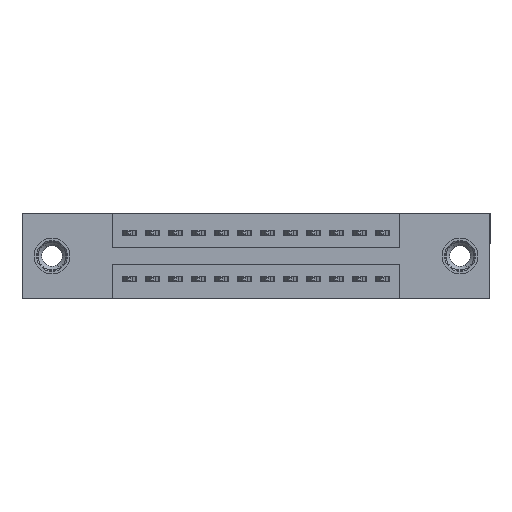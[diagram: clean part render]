
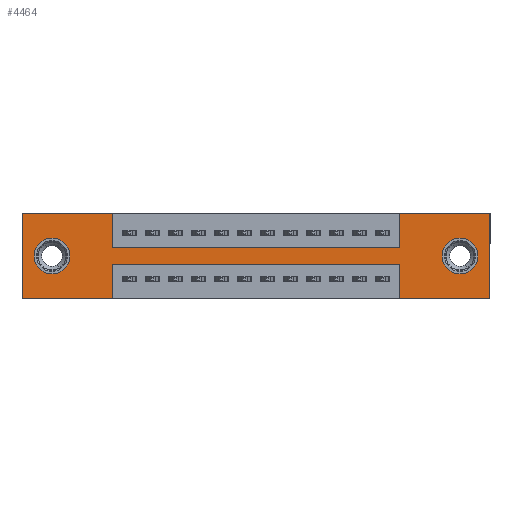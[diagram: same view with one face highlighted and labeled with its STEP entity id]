
A CAD part, front view. The second image highlights one B-rep face of the part: STEP entity #4464.
In plain terms, the highlighted planar face has unit normal (0, -1, 0).
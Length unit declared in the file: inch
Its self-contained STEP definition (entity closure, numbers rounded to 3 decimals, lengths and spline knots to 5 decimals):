
#30 = EDGE_CURVE ( 'NONE', #5608, #3473, #1097, .T. ) ;
#79 = CARTESIAN_POINT ( 'NONE',  ( 2.035, 0., 0. ) ) ;
#130 = LINE ( 'NONE', #9780, #9172 ) ;
#294 = LINE ( 'NONE', #14174, #12062 ) ;
#340 = AXIS2_PLACEMENT_3D ( 'NONE', #2543, #10991, #3814 ) ;
#381 = FACE_BOUND ( 'NONE', #13753, .T. ) ;
#668 = EDGE_CURVE ( 'NONE', #6374, #7516, #4769, .T. ) ;
#697 = VECTOR ( 'NONE', #2630, 39.37008 ) ;
#706 = VECTOR ( 'NONE', #12999, 39.37008 ) ;
#770 = CARTESIAN_POINT ( 'NONE',  ( 0., 0., 0. ) ) ;
#775 = VERTEX_POINT ( 'NONE', #2088 ) ;
#941 = VERTEX_POINT ( 'NONE', #7497 ) ;
#1097 = LINE ( 'NONE', #5275, #697 ) ;
#1101 = ORIENTED_EDGE ( 'NONE', *, *, #668, .T. ) ;
#1266 = PLANE ( 'NONE',  #3321 ) ;
#1321 = CARTESIAN_POINT ( 'NONE',  ( 0.3925, 0., 0. ) ) ;
#1326 = CARTESIAN_POINT ( 'NONE',  ( 1.6425, 0., -0.37 ) ) ;
#1415 = CARTESIAN_POINT ( 'NONE',  ( 0.13, 0., -0.107 ) ) ;
#1457 = CARTESIAN_POINT ( 'NONE',  ( 0., 0., -0.37 ) ) ;
#1517 = VECTOR ( 'NONE', #14010, 39.37008 ) ;
#1639 = VERTEX_POINT ( 'NONE', #5470 ) ;
#2088 = CARTESIAN_POINT ( 'NONE',  ( 2.035, 0., 0. ) ) ;
#2206 = DIRECTION ( 'NONE',  ( 0., 0., 1. ) ) ;
#2426 = VERTEX_POINT ( 'NONE', #5862 ) ;
#2503 = DIRECTION ( 'NONE',  ( 0., -1., 0. ) ) ;
#2543 = CARTESIAN_POINT ( 'NONE',  ( 1.905, 0., -0.185 ) ) ;
#2630 = DIRECTION ( 'NONE',  ( 0., 0., -1. ) ) ;
#2650 = EDGE_CURVE ( 'NONE', #775, #5730, #9433, .T. ) ;
#2672 = VERTEX_POINT ( 'NONE', #1415 ) ;
#2949 = CARTESIAN_POINT ( 'NONE',  ( 1.6425, 0., -0.15 ) ) ;
#3003 = VECTOR ( 'NONE', #2206, 39.37008 ) ;
#3058 = ORIENTED_EDGE ( 'NONE', *, *, #14059, .T. ) ;
#3094 = VERTEX_POINT ( 'NONE', #10634 ) ;
#3114 = CARTESIAN_POINT ( 'NONE',  ( 0.3925, 0., -0.15 ) ) ;
#3115 = EDGE_CURVE ( 'NONE', #6676, #4225, #6246, .T. ) ;
#3127 = CARTESIAN_POINT ( 'NONE',  ( 0.3925, 0., -0.22 ) ) ;
#3266 = CARTESIAN_POINT ( 'NONE',  ( 0., 0., -0.37 ) ) ;
#3270 = ORIENTED_EDGE ( 'NONE', *, *, #5584, .F. ) ;
#3321 = AXIS2_PLACEMENT_3D ( 'NONE', #6175, #2503, #10959 ) ;
#3417 = ORIENTED_EDGE ( 'NONE', *, *, #4065, .T. ) ;
#3473 = VERTEX_POINT ( 'NONE', #3114 ) ;
#3507 = VECTOR ( 'NONE', #6294, 39.37008 ) ;
#3559 = CARTESIAN_POINT ( 'NONE',  ( 1.905, 0., -0.107 ) ) ;
#3814 = DIRECTION ( 'NONE',  ( 0., 0., -1. ) ) ;
#4049 = LINE ( 'NONE', #15359, #706 ) ;
#4065 = EDGE_CURVE ( 'NONE', #2672, #3094, #11787, .T. ) ;
#4111 = VECTOR ( 'NONE', #8653, 39.37008 ) ;
#4158 = EDGE_CURVE ( 'NONE', #3094, #2672, #7925, .T. ) ;
#4225 = VERTEX_POINT ( 'NONE', #770 ) ;
#4355 = DIRECTION ( 'NONE',  ( -1., 0., 0. ) ) ;
#4416 = VERTEX_POINT ( 'NONE', #4842 ) ;
#4464 = ADVANCED_FACE ( 'NONE', ( #13284, #381, #12907 ), #1266, .T. ) ;
#4695 = ORIENTED_EDGE ( 'NONE', *, *, #3115, .F. ) ;
#4769 = CIRCLE ( 'NONE', #7566, 0.078 ) ;
#4818 = LINE ( 'NONE', #5679, #1517 ) ;
#4842 = CARTESIAN_POINT ( 'NONE',  ( 0.3925, 0., -0.22 ) ) ;
#5100 = EDGE_CURVE ( 'NONE', #1639, #9564, #10280, .T. ) ;
#5125 = ORIENTED_EDGE ( 'NONE', *, *, #14624, .F. ) ;
#5275 = CARTESIAN_POINT ( 'NONE',  ( 0.3925, 0., 0. ) ) ;
#5430 = DIRECTION ( 'NONE',  ( 0., 1., 0. ) ) ;
#5470 = CARTESIAN_POINT ( 'NONE',  ( 1.6425, 0., -0.37 ) ) ;
#5584 = EDGE_CURVE ( 'NONE', #4416, #2426, #130, .T. ) ;
#5592 = CARTESIAN_POINT ( 'NONE',  ( 0.13, 0., -0.185 ) ) ;
#5608 = VERTEX_POINT ( 'NONE', #1321 ) ;
#5679 = CARTESIAN_POINT ( 'NONE',  ( 1.6425, 0., 0. ) ) ;
#5730 = VERTEX_POINT ( 'NONE', #11166 ) ;
#5780 = ORIENTED_EDGE ( 'NONE', *, *, #2650, .F. ) ;
#5862 = CARTESIAN_POINT ( 'NONE',  ( 0.3925, 0., -0.37 ) ) ;
#5885 = VECTOR ( 'NONE', #7510, 39.37008 ) ;
#6175 = CARTESIAN_POINT ( 'NONE',  ( 0., 0., -0.37 ) ) ;
#6246 = LINE ( 'NONE', #11822, #3003 ) ;
#6294 = DIRECTION ( 'NONE',  ( 0., 0., 1. ) ) ;
#6374 = VERTEX_POINT ( 'NONE', #14728 ) ;
#6604 = ORIENTED_EDGE ( 'NONE', *, *, #4158, .T. ) ;
#6676 = VERTEX_POINT ( 'NONE', #3266 ) ;
#6826 = DIRECTION ( 'NONE',  ( 0., 0., 1. ) ) ;
#6916 = DIRECTION ( 'NONE',  ( 0., 0., -1. ) ) ;
#6956 = ORIENTED_EDGE ( 'NONE', *, *, #14156, .F. ) ;
#7063 = EDGE_LOOP ( 'NONE', ( #3058, #1101 ) ) ;
#7257 = DIRECTION ( 'NONE',  ( -1., 0., 0. ) ) ;
#7459 = CARTESIAN_POINT ( 'NONE',  ( 0., 0., 0. ) ) ;
#7497 = CARTESIAN_POINT ( 'NONE',  ( 1.6425, 0., 0. ) ) ;
#7510 = DIRECTION ( 'NONE',  ( 0., 0., -1. ) ) ;
#7516 = VERTEX_POINT ( 'NONE', #3559 ) ;
#7566 = AXIS2_PLACEMENT_3D ( 'NONE', #10222, #11723, #6916 ) ;
#7909 = VECTOR ( 'NONE', #7257, 39.37008 ) ;
#7925 = CIRCLE ( 'NONE', #12766, 0.078 ) ;
#7948 = EDGE_CURVE ( 'NONE', #9564, #4416, #14764, .T. ) ;
#8007 = ORIENTED_EDGE ( 'NONE', *, *, #8496, .F. ) ;
#8288 = DIRECTION ( 'NONE',  ( 1., 0., 0. ) ) ;
#8486 = VECTOR ( 'NONE', #4355, 39.37008 ) ;
#8496 = EDGE_CURVE ( 'NONE', #4225, #5608, #13644, .T. ) ;
#8653 = DIRECTION ( 'NONE',  ( 1., 0., 0. ) ) ;
#8784 = DIRECTION ( 'NONE',  ( -1., 0., 0. ) ) ;
#9172 = VECTOR ( 'NONE', #12150, 39.37008 ) ;
#9433 = LINE ( 'NONE', #79, #5885 ) ;
#9564 = VERTEX_POINT ( 'NONE', #12967 ) ;
#9587 = AXIS2_PLACEMENT_3D ( 'NONE', #12599, #5430, #13785 ) ;
#9764 = CIRCLE ( 'NONE', #340, 0.078 ) ;
#9780 = CARTESIAN_POINT ( 'NONE',  ( 0.3925, 0., -0.37 ) ) ;
#10222 = CARTESIAN_POINT ( 'NONE',  ( 1.905, 0., -0.185 ) ) ;
#10264 = EDGE_CURVE ( 'NONE', #3473, #14269, #4049, .T. ) ;
#10280 = LINE ( 'NONE', #1326, #3507 ) ;
#10371 = ORIENTED_EDGE ( 'NONE', *, *, #5100, .F. ) ;
#10634 = CARTESIAN_POINT ( 'NONE',  ( 0.13, 0., -0.263 ) ) ;
#10664 = LINE ( 'NONE', #14355, #7909 ) ;
#10799 = EDGE_CURVE ( 'NONE', #941, #775, #294, .T. ) ;
#10959 = DIRECTION ( 'NONE',  ( 0., 0., -1. ) ) ;
#10991 = DIRECTION ( 'NONE',  ( 0., 1., 0. ) ) ;
#11166 = CARTESIAN_POINT ( 'NONE',  ( 2.035, 0., -0.37 ) ) ;
#11723 = DIRECTION ( 'NONE',  ( 0., 1., 0. ) ) ;
#11787 = CIRCLE ( 'NONE', #9587, 0.078 ) ;
#11822 = CARTESIAN_POINT ( 'NONE',  ( 0., 0., 0. ) ) ;
#11891 = ORIENTED_EDGE ( 'NONE', *, *, #10799, .F. ) ;
#12062 = VECTOR ( 'NONE', #8288, 39.37008 ) ;
#12076 = ORIENTED_EDGE ( 'NONE', *, *, #7948, .F. ) ;
#12150 = DIRECTION ( 'NONE',  ( 0., 0., -1. ) ) ;
#12157 = LINE ( 'NONE', #1457, #14206 ) ;
#12599 = CARTESIAN_POINT ( 'NONE',  ( 0.13, 0., -0.185 ) ) ;
#12766 = AXIS2_PLACEMENT_3D ( 'NONE', #5592, #13937, #6826 ) ;
#12907 = FACE_OUTER_BOUND ( 'NONE', #13120, .T. ) ;
#12967 = CARTESIAN_POINT ( 'NONE',  ( 1.6425, 0., -0.22 ) ) ;
#12999 = DIRECTION ( 'NONE',  ( 1., 0., 0. ) ) ;
#13120 = EDGE_LOOP ( 'NONE', ( #3270, #12076, #10371, #6956, #5780, #11891, #13507, #15322, #14183, #8007, #4695, #5125 ) ) ;
#13284 = FACE_BOUND ( 'NONE', #7063, .T. ) ;
#13507 = ORIENTED_EDGE ( 'NONE', *, *, #15005, .F. ) ;
#13644 = LINE ( 'NONE', #7459, #4111 ) ;
#13753 = EDGE_LOOP ( 'NONE', ( #3417, #6604 ) ) ;
#13785 = DIRECTION ( 'NONE',  ( 0., 0., 1. ) ) ;
#13937 = DIRECTION ( 'NONE',  ( 0., 1., 0. ) ) ;
#14010 = DIRECTION ( 'NONE',  ( 0., 0., 1. ) ) ;
#14059 = EDGE_CURVE ( 'NONE', #7516, #6374, #9764, .T. ) ;
#14156 = EDGE_CURVE ( 'NONE', #5730, #1639, #12157, .T. ) ;
#14174 = CARTESIAN_POINT ( 'NONE',  ( 0., 0., 0. ) ) ;
#14183 = ORIENTED_EDGE ( 'NONE', *, *, #30, .F. ) ;
#14206 = VECTOR ( 'NONE', #8784, 39.37008 ) ;
#14269 = VERTEX_POINT ( 'NONE', #2949 ) ;
#14355 = CARTESIAN_POINT ( 'NONE',  ( 0., 0., -0.37 ) ) ;
#14624 = EDGE_CURVE ( 'NONE', #2426, #6676, #10664, .T. ) ;
#14728 = CARTESIAN_POINT ( 'NONE',  ( 1.905, 0., -0.263 ) ) ;
#14764 = LINE ( 'NONE', #3127, #8486 ) ;
#15005 = EDGE_CURVE ( 'NONE', #14269, #941, #4818, .T. ) ;
#15322 = ORIENTED_EDGE ( 'NONE', *, *, #10264, .F. ) ;
#15359 = CARTESIAN_POINT ( 'NONE',  ( 0.3925, 0., -0.15 ) ) ;
